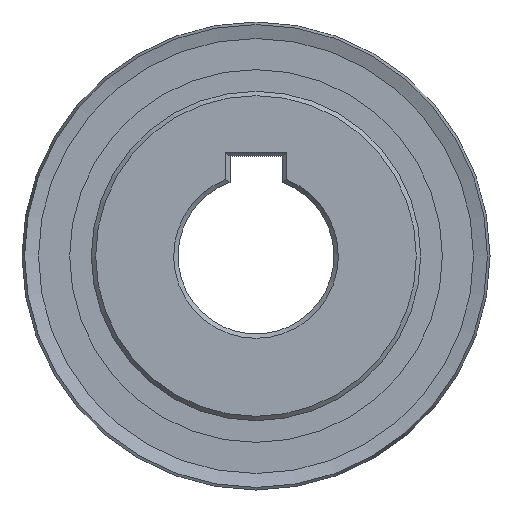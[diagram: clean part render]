
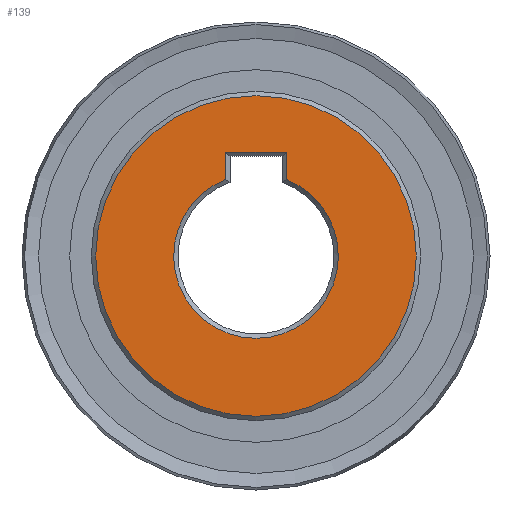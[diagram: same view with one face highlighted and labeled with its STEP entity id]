
A CAD part, left-side view. The second image highlights one B-rep face of the part: STEP entity #139.
In plain terms, the highlighted planar face has unit normal (-1, 0, 0).
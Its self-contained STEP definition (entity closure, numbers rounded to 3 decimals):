
#73=CARTESIAN_POINT('',(0.0,-18.5,0.));
#74=VERTEX_POINT('',#73);
#75=CARTESIAN_POINT('',(0.0,0.0,0.0));
#76=DIRECTION('',(1.0,0.0,0.0));
#77=DIRECTION('',(0.0,1.0,0.0));
#78=AXIS2_PLACEMENT_3D('',#75,#76,#77);
#79=CIRCLE('',#78,18.5);
#80=EDGE_CURVE('',#74,#74,#79,.T.);
#96=CARTESIAN_POINT('',(0.0,0.0,0.0));
#97=DIRECTION('',(1.0,0.0,0.0));
#98=DIRECTION('',(0.0,1.0,0.0));
#99=AXIS2_PLACEMENT_3D('',#96,#97,#98);
#100=PLANE('',#99);
#101=ORIENTED_EDGE('',*,*,#80,.F.);
#102=EDGE_LOOP('',(#101));
#103=FACE_OUTER_BOUND('',#102,.T.);
#104=CARTESIAN_POINT('',(0.0,3.5,8.832));
#105=VERTEX_POINT('',#104);
#106=CARTESIAN_POINT('',(0.0,-3.5,8.832));
#107=VERTEX_POINT('',#106);
#108=CARTESIAN_POINT('',(0.0,0.0,0.0));
#109=DIRECTION('',(-1.0,0.0,0.0));
#110=DIRECTION('',(0.0,1.0,0.0));
#111=AXIS2_PLACEMENT_3D('',#108,#109,#110);
#112=CIRCLE('',#111,9.5);
#113=EDGE_CURVE('',#105,#107,#112,.T.);
#114=ORIENTED_EDGE('',*,*,#113,.F.);
#115=CARTESIAN_POINT('',(0.0,3.5,12.));
#116=VERTEX_POINT('',#115);
#117=CARTESIAN_POINT('',(0.0,3.5,12.));
#118=DIRECTION('',(0.0,0.0,-1.0));
#119=VECTOR('',#118,3.168);
#120=LINE('',#117,#119);
#121=EDGE_CURVE('',#116,#105,#120,.T.);
#122=ORIENTED_EDGE('',*,*,#121,.F.);
#123=CARTESIAN_POINT('',(0.0,-3.5,12.));
#124=VERTEX_POINT('',#123);
#125=CARTESIAN_POINT('',(0.0,-3.5,12.));
#126=DIRECTION('',(0.0,1.0,0.0));
#127=VECTOR('',#126,7.0);
#128=LINE('',#125,#127);
#129=EDGE_CURVE('',#124,#116,#128,.T.);
#130=ORIENTED_EDGE('',*,*,#129,.F.);
#131=CARTESIAN_POINT('',(0.0,-3.5,8.832));
#132=DIRECTION('',(0.0,0.0,1.0));
#133=VECTOR('',#132,3.168);
#134=LINE('',#131,#133);
#135=EDGE_CURVE('',#107,#124,#134,.T.);
#136=ORIENTED_EDGE('',*,*,#135,.F.);
#137=EDGE_LOOP('',(#114,#122,#130,#136));
#138=FACE_BOUND('',#137,.T.);
#139=ADVANCED_FACE('',(#103,#138),#100,.F.);
